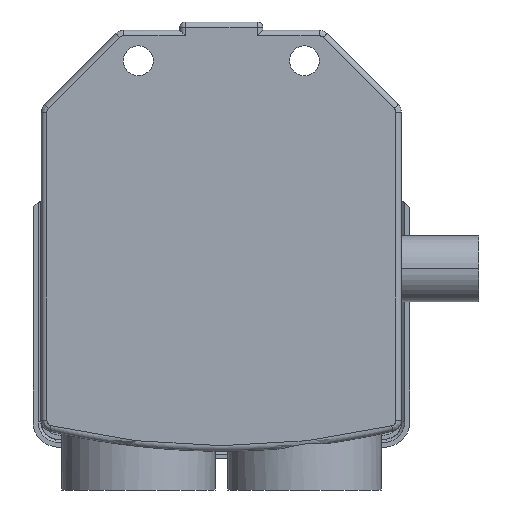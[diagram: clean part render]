
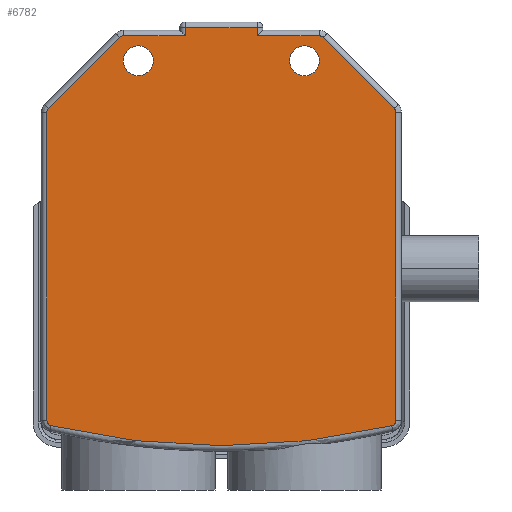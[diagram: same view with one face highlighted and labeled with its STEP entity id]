
A CAD part, front view. The second image highlights one B-rep face of the part: STEP entity #6782.
In plain terms, the highlighted planar face has unit normal (0, -1, 0).
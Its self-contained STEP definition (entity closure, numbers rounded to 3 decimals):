
#37=CARTESIAN_POINT('',(17.672,0.,30.));
#38=DIRECTION('',(0.,1.,0.));
#39=DIRECTION('',(0.,0.,1.));
#40=AXIS2_PLACEMENT_3D('',#37,#38,#39);
#42=DIRECTION('',(0.707,0.,-0.707));
#43=VECTOR('',#42,18.142);
#44=CARTESIAN_POINT('',(18.379,0.,30.707));
#45=LINE('',#44,#43);
#46=CARTESIAN_POINT('',(30.5,0.,17.172));
#47=DIRECTION('',(0.,1.,0.));
#48=DIRECTION('',(0.707,0.,0.707));
#49=AXIS2_PLACEMENT_3D('',#46,#47,#48);
#51=CARTESIAN_POINT('',(30.5,0.,-38.429));
#52=DIRECTION('',(0.,1.,0.));
#53=DIRECTION('',(1.,0.,0.));
#54=AXIS2_PLACEMENT_3D('',#51,#52,#53);
#56=CARTESIAN_POINT('',(0.,0.,90.031));
#57=DIRECTION('',(0.,1.,0.));
#58=DIRECTION('',(0.231,0.,-0.973));
#59=AXIS2_PLACEMENT_3D('',#56,#57,#58);
#61=CARTESIAN_POINT('',(-30.5,0.,-38.429));
#62=DIRECTION('',(0.,1.,0.));
#63=DIRECTION('',(-0.231,0.,-0.973));
#64=AXIS2_PLACEMENT_3D('',#61,#62,#63);
#66=CARTESIAN_POINT('',(-30.5,0.,
17.172));
#67=DIRECTION('',(0.,1.,0.));
#68=DIRECTION('',(-1.,0.,0.));
#69=AXIS2_PLACEMENT_3D('',#66,#67,#68);
#71=DIRECTION('',(0.707,0.,0.707));
#72=VECTOR('',#71,18.142);
#73=CARTESIAN_POINT('',(-31.207,0.,
17.879));
#74=LINE('',#73,#72);
#75=CARTESIAN_POINT('',(-17.672,0.,
30.));
#76=DIRECTION('',(0.,1.,0.));
#77=DIRECTION('',(-0.707,0.,0.707));
#78=AXIS2_PLACEMENT_3D('',#75,#76,#77);
#80=CARTESIAN_POINT('',(15.,0.,26.5));
#81=DIRECTION('',(0.,-1.,0.));
#82=DIRECTION('',(-1.,0.,0.));
#83=AXIS2_PLACEMENT_3D('',#80,#81,#82);
#85=CARTESIAN_POINT('',(15.,0.,26.5));
#86=DIRECTION('',(0.,-1.,0.));
#87=DIRECTION('',(1.,0.,0.));
#88=AXIS2_PLACEMENT_3D('',#85,#86,#87);
#90=CARTESIAN_POINT('',(-15.,0.,26.5));
#91=DIRECTION('',(0.,-1.,0.));
#92=DIRECTION('',(-1.,0.,0.));
#93=AXIS2_PLACEMENT_3D('',#90,#91,#92);
#95=CARTESIAN_POINT('',(-15.,0.,26.5));
#96=DIRECTION('',(0.,-1.,0.));
#97=DIRECTION('',(1.,0.,0.));
#98=AXIS2_PLACEMENT_3D('',#95,#96,#97);
#100=DIRECTION('',(0.,0.,1.));
#101=VECTOR('',#100,1.5);
#102=CARTESIAN_POINT('',(6.5,0.,31.));
#103=LINE('',#102,#101);
#131=DIRECTION('',(-1.,0.,0.));
#132=VECTOR('',#131,13.);
#133=CARTESIAN_POINT('',(6.5,0.,32.5));
#134=LINE('',#133,#132);
#1781=DIRECTION('',(0.,0.,1.));
#1782=VECTOR('',#1781,55.6);
#1783=CARTESIAN_POINT('',(31.5,0.,
-38.429));
#1784=LINE('',#1783,#1782);
#1827=DIRECTION('',(-1.,0.,0.));
#1828=VECTOR('',#1827,11.172);
#1829=CARTESIAN_POINT('',(17.672,0.,
31.));
#1830=LINE('',#1829,#1828);
#3068=DIRECTION('',(0.,0.,-1.));
#3069=VECTOR('',#3068,55.6);
#3070=CARTESIAN_POINT('',(-31.5,0.,
17.172));
#3071=LINE('',#3070,#3069);
#3110=DIRECTION('',(-1.,0.,0.));
#3111=VECTOR('',#3110,11.172);
#3112=CARTESIAN_POINT('',(-6.5,0.,31.));
#3113=LINE('',#3112,#3111);
#3122=DIRECTION('',(0.,0.,-1.));
#3123=VECTOR('',#3122,1.5);
#3124=CARTESIAN_POINT('',(-6.5,0.,32.5));
#3125=LINE('',#3124,#3123);
#5828=CARTESIAN_POINT('',(6.5,0.,31.));
#5829=CARTESIAN_POINT('',(6.5,0.,32.5));
#5830=VERTEX_POINT('',#5828);
#5831=VERTEX_POINT('',#5829);
#5832=CARTESIAN_POINT('',(17.672,0.,
31.));
#5833=VERTEX_POINT('',#5832);
#5834=CARTESIAN_POINT('',(18.379,0.,
30.707));
#5835=VERTEX_POINT('',#5834);
#5836=CARTESIAN_POINT('',(31.207,0.,17.879));
#5837=VERTEX_POINT('',#5836);
#5838=CARTESIAN_POINT('',(31.5,0.,17.172));
#5839=VERTEX_POINT('',#5838);
#5840=CARTESIAN_POINT('',(31.5,0.,
-38.429));
#5841=VERTEX_POINT('',#5840);
#5842=CARTESIAN_POINT('',(30.731,0.,-39.402));
#5843=VERTEX_POINT('',#5842);
#5844=CARTESIAN_POINT('',(-30.731,0.,-39.402));
#5845=VERTEX_POINT('',#5844);
#5846=CARTESIAN_POINT('',(-31.5,0.,-38.429));
#5847=VERTEX_POINT('',#5846);
#5848=CARTESIAN_POINT('',(-31.5,0.,
17.172));
#5849=VERTEX_POINT('',#5848);
#5850=CARTESIAN_POINT('',(-31.207,0.,
17.879));
#5851=VERTEX_POINT('',#5850);
#5852=CARTESIAN_POINT('',(-18.379,0.,
30.707));
#5853=VERTEX_POINT('',#5852);
#5854=CARTESIAN_POINT('',(-17.672,0.,
31.));
#5855=VERTEX_POINT('',#5854);
#5856=CARTESIAN_POINT('',(-6.5,0.,31.));
#5857=VERTEX_POINT('',#5856);
#5858=CARTESIAN_POINT('',(-6.5,0.,32.5));
#5859=VERTEX_POINT('',#5858);
#5860=CARTESIAN_POINT('',(12.3,0.,26.5));
#5861=CARTESIAN_POINT('',(17.7,0.,26.5));
#5862=VERTEX_POINT('',#5860);
#5863=VERTEX_POINT('',#5861);
#5864=CARTESIAN_POINT('',(-17.7,0.,26.5));
#5865=CARTESIAN_POINT('',(-12.3,0.,26.5));
#5866=VERTEX_POINT('',#5864);
#5867=VERTEX_POINT('',#5865);
#6731=CARTESIAN_POINT('',(0.,0.,0.));
#6732=DIRECTION('',(0.,1.,0.));
#6733=DIRECTION('',(1.,0.,0.));
#6734=AXIS2_PLACEMENT_3D('',#6731,#6732,#6733);
#6735=PLANE('',#6734);
#6737=ORIENTED_EDGE('',*,*,#6736,.F.);
#6739=ORIENTED_EDGE('',*,*,#6738,.F.);
#6741=ORIENTED_EDGE('',*,*,#6740,.T.);
#6743=ORIENTED_EDGE('',*,*,#6742,.T.);
#6745=ORIENTED_EDGE('',*,*,#6744,.T.);
#6747=ORIENTED_EDGE('',*,*,#6746,.F.);
#6749=ORIENTED_EDGE('',*,*,#6748,.T.);
#6751=ORIENTED_EDGE('',*,*,#6750,.T.);
#6753=ORIENTED_EDGE('',*,*,#6752,.T.);
#6755=ORIENTED_EDGE('',*,*,#6754,.F.);
#6757=ORIENTED_EDGE('',*,*,#6756,.T.);
#6759=ORIENTED_EDGE('',*,*,#6758,.T.);
#6761=ORIENTED_EDGE('',*,*,#6760,.T.);
#6763=ORIENTED_EDGE('',*,*,#6762,.F.);
#6765=ORIENTED_EDGE('',*,*,#6764,.F.);
#6767=ORIENTED_EDGE('',*,*,#6766,.F.);
#6768=EDGE_LOOP('',(#6737,#6739,#6741,#6743,#6745,#6747,#6749,#6751,#6753,#6755,
#6757,#6759,#6761,#6763,#6765,#6767));
#6769=FACE_OUTER_BOUND('',#6768,.F.);
#6771=ORIENTED_EDGE('',*,*,#6770,.T.);
#6773=ORIENTED_EDGE('',*,*,#6772,.T.);
#6774=EDGE_LOOP('',(#6771,#6773));
#6775=FACE_BOUND('',#6774,.F.);
#6777=ORIENTED_EDGE('',*,*,#6776,.T.);
#6779=ORIENTED_EDGE('',*,*,#6778,.T.);
#6780=EDGE_LOOP('',(#6777,#6779));
#6781=FACE_BOUND('',#6780,.F.);
#6782=ADVANCED_FACE('',(#6769,#6775,#6781),#6735,.F.);
#41=CIRCLE('',#40,1.);
#50=CIRCLE('',#49,1.);
#55=CIRCLE('',#54,1.);
#60=CIRCLE('',#59,133.031);
#65=CIRCLE('',#64,1.);
#70=CIRCLE('',#69,1.);
#79=CIRCLE('',#78,1.);
#84=CIRCLE('',#83,2.7);
#89=CIRCLE('',#88,2.7);
#94=CIRCLE('',#93,2.7);
#99=CIRCLE('',#98,2.7);
#6736=EDGE_CURVE('',#5830,#5831,#103,.T.);
#6738=EDGE_CURVE('',#5833,#5830,#1830,.T.);
#6740=EDGE_CURVE('',#5833,#5835,#41,.T.);
#6742=EDGE_CURVE('',#5835,#5837,#45,.T.);
#6744=EDGE_CURVE('',#5837,#5839,#50,.T.);
#6746=EDGE_CURVE('',#5841,#5839,#1784,.T.);
#6748=EDGE_CURVE('',#5841,#5843,#55,.T.);
#6750=EDGE_CURVE('',#5843,#5845,#60,.T.);
#6752=EDGE_CURVE('',#5845,#5847,#65,.T.);
#6754=EDGE_CURVE('',#5849,#5847,#3071,.T.);
#6756=EDGE_CURVE('',#5849,#5851,#70,.T.);
#6758=EDGE_CURVE('',#5851,#5853,#74,.T.);
#6760=EDGE_CURVE('',#5853,#5855,#79,.T.);
#6762=EDGE_CURVE('',#5857,#5855,#3113,.T.);
#6764=EDGE_CURVE('',#5859,#5857,#3125,.T.);
#6766=EDGE_CURVE('',#5831,#5859,#134,.T.);
#6770=EDGE_CURVE('',#5862,#5863,#84,.T.);
#6772=EDGE_CURVE('',#5863,#5862,#89,.T.);
#6776=EDGE_CURVE('',#5866,#5867,#94,.T.);
#6778=EDGE_CURVE('',#5867,#5866,#99,.T.);
